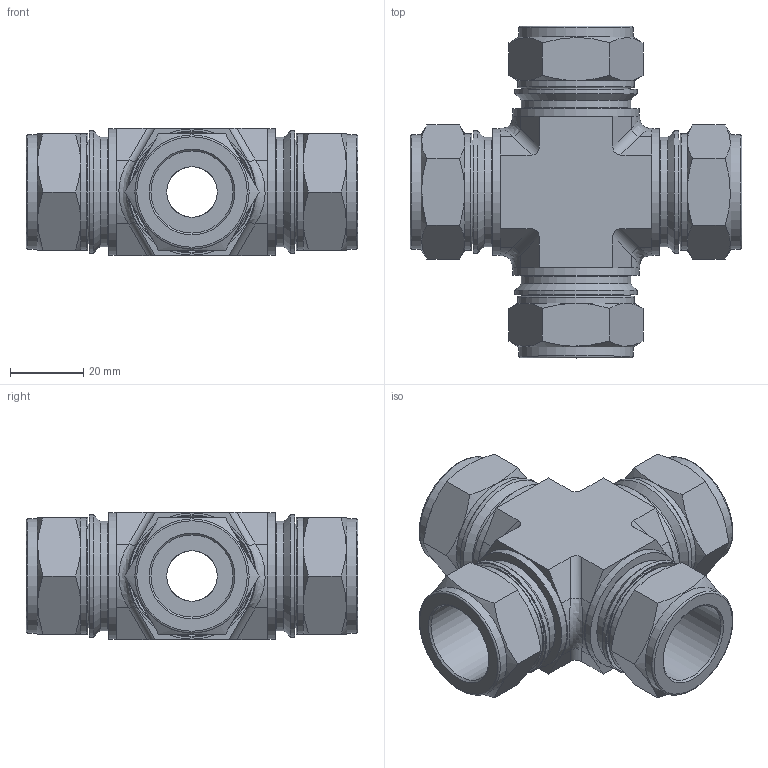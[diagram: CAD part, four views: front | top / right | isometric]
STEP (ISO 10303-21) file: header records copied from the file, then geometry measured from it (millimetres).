
FILE_DESCRIPTION(/* description */ (''),/* implementation_level */ '2;1');
FILE_NAME(/* name */ 'SUCI-14.stp',/* time_stamp */ '2022-07-08T15:53:11+09:00',/* author */ ('user'),/* organization */ (''),/* preprocessor_version */ 'ST-DEVELOPER v18.1',/* originating_system */ 'Autodesk Inventor 2022',/* authorisation */ '');
FILE_SCHEMA (('AUTOMOTIVE_DESIGN { 1 0 10303 214 3 1 1 }'));
Length unit declared in the file: millimetre
Products named in the file (1): SUC-14
Bounding box: 90.64 x 90.64 x 34.9 mm (x, y, z)
Volume: 82943.5 mm3; surface area: 34057.5 mm2
Topology: 1 solids, 1 shells, 190 faces, 412 edges, 246 vertices
Faces by surface type: plane 70, cylinder 56, cone 52, torus 8, bspline 4
Full cylindrical faces by diameter (mm): 13.8 x4, 22.4 x4, 26.8 x4, 27.2 x4, 28.58 x4, 29.9 x4, 31.2 x4, 31.7 x4, 33.4 x4, 34.5 x4
Entity records: 5209 total; most frequent: CARTESIAN_POINT 1109, DIRECTION 890, ORIENTED_EDGE 824, EDGE_CURVE 412, AXIS2_PLACEMENT_3D 363, VERTEX_POINT 246, EDGE_LOOP 218, FACE_OUTER_BOUND 190
